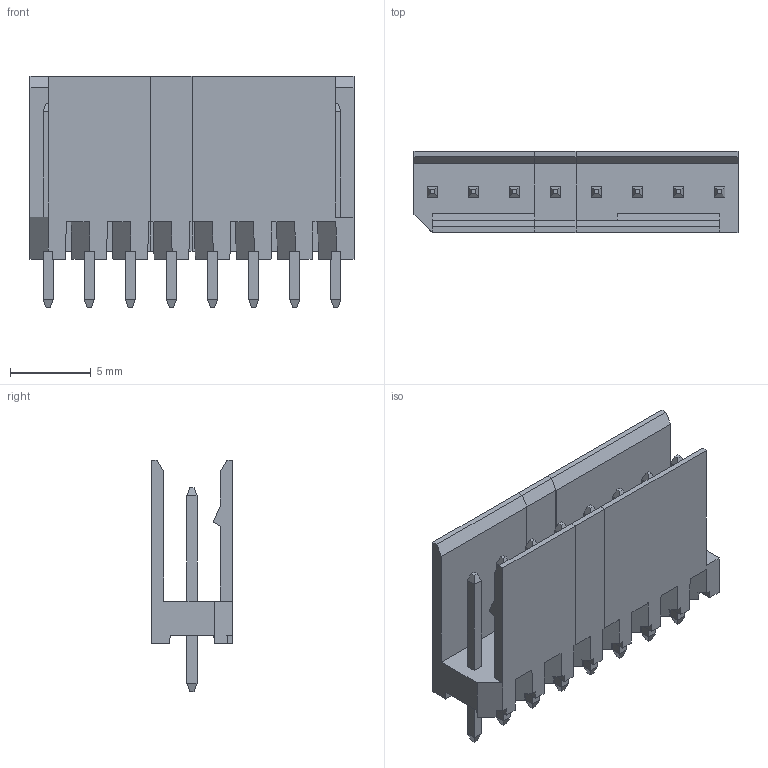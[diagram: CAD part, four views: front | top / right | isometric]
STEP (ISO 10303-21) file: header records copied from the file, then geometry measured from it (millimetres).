
FILE_DESCRIPTION(/* description */ ('Unknown'),/* implementation_level */ '2;1');
FILE_NAME(/* name */ 'J_Wurth_WR-WTB_66100811622',/* time_stamp */ '2025-05-22T09:46:15+08:00',/* author */ ('Unknown'),/* organization */ ('Unknown'),/* preprocessor_version */ 'ST-DEVELOPER v19.4',/* originating_system */ 'Solid Edge',/* authorisation */ 'Unknown');
FILE_SCHEMA (('AUTOMOTIVE_DESIGN {1 0 10303 214 3 1 1}'));
Length unit declared in the file: millimetre
Products named in the file (2): J_Wurth_WR-WTB_66100811622
Assembly tree (1 placements, depth 2):
  J_Wurth_WR-WTB_66100811622
    J_Wurth_WR-WTB_66100811622
Bounding box: 20.02 x 5 x 14.3 mm (x, y, z)
Volume: 474 mm3; surface area: 1397.3 mm2
Topology: 3 solids, 3 shells, 374 faces, 1039 edges, 671 vertices
Faces by surface type: plane 372, cylinder 2
Entity records: 14316 total; most frequent: CARTESIAN_POINT 2086, ORIENTED_EDGE 2078, DIRECTION 1795, EDGE_CURVE 1039, LINE 1035, VECTOR 1035, VERTEX_POINT 671, EDGE_LOOP 390
